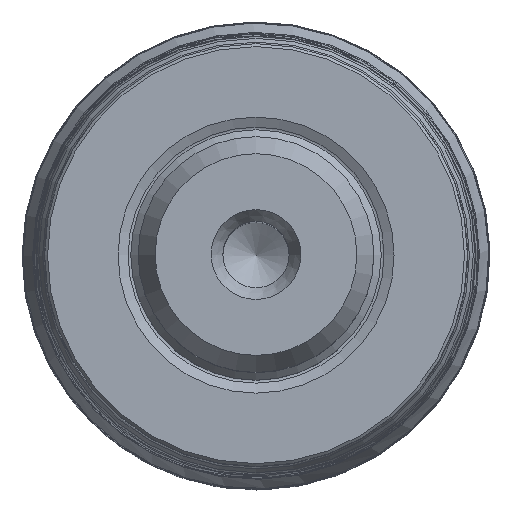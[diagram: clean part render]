
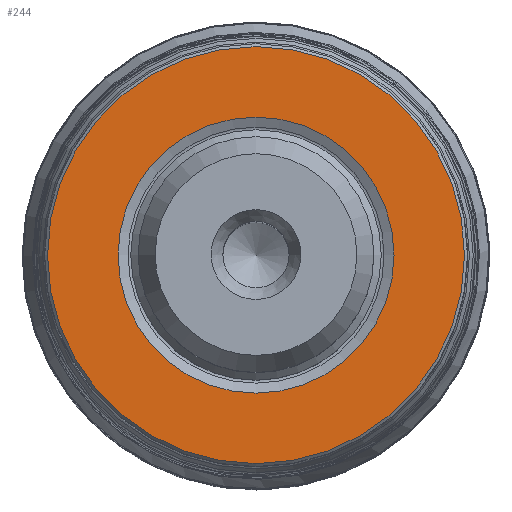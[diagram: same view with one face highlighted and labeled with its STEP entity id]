
A CAD part, top view. The second image highlights one B-rep face of the part: STEP entity #244.
In plain terms, the highlighted planar face has unit normal (0, 0, 1).
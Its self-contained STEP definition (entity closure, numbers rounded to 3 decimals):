
#225=PLANE('',#1151);
#244=ADVANCED_FACE('',(#377,#378),#225,.F.);
#377=FACE_BOUND('',#509,.T.);
#378=FACE_BOUND('',#510,.T.);
#509=EDGE_LOOP('',(#665));
#510=EDGE_LOOP('',(#666));
#665=ORIENTED_EDGE('',*,*,#919,.T.);
#666=ORIENTED_EDGE('',*,*,#918,.T.);
#836=VERTEX_POINT('',#2033);
#837=VERTEX_POINT('',#2036);
#918=EDGE_CURVE('',#836,#836,#995,.T.);
#919=EDGE_CURVE('',#837,#837,#996,.T.);
#995=CIRCLE('',#1148,9.366);
#996=CIRCLE('',#1150,14.151);
#1148=AXIS2_PLACEMENT_3D('',#2032,#1281,#1282);
#1150=AXIS2_PLACEMENT_3D('',#2035,#1285,#1286);
#1151=AXIS2_PLACEMENT_3D('',#2037,#1287,#1288);
#1281=DIRECTION('',(0.,0.,-1.));
#1282=DIRECTION('',(-1.,0.,0.));
#1285=DIRECTION('',(0.,0.,1.));
#1286=DIRECTION('',(-1.,0.,0.));
#1287=DIRECTION('',(0.,0.,-1.));
#1288=DIRECTION('',(-1.,0.,0.));
#2032=CARTESIAN_POINT('',(0.,0.,38.1));
#2033=CARTESIAN_POINT('',(-9.366,0.,38.1));
#2035=CARTESIAN_POINT('',(0.,0.,38.1));
#2036=CARTESIAN_POINT('',(-14.151,0.,38.1));
#2037=CARTESIAN_POINT('',(9.366,0.,38.1));
